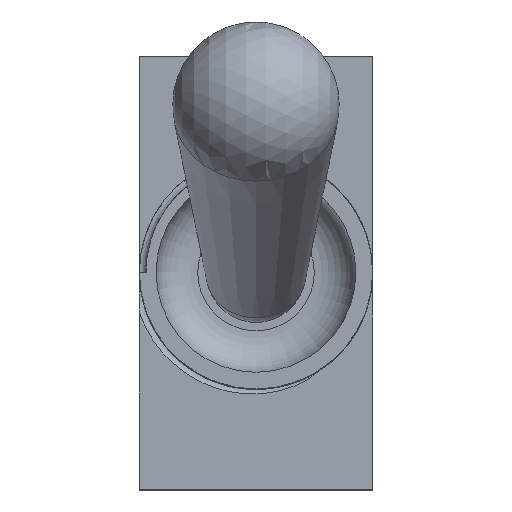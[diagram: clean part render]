
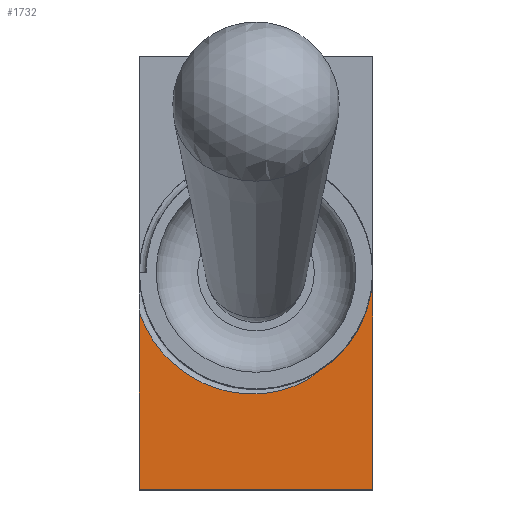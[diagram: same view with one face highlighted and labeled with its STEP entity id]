
A CAD part, top view. The second image highlights one B-rep face of the part: STEP entity #1732.
In plain terms, the highlighted planar face has unit normal (0, 0, 1).
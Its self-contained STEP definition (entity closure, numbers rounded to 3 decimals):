
#29=CIRCLE('',#1824,3.5);
#113=B_SPLINE_CURVE_WITH_KNOTS('',3,(#5436,#5437,#5438,#5439,#5440,#5441,
#5442,#5443,#5444,#5445,#5446,#5447,#5448,#5449,#5450,#5451,#5452,#5453,
#5454,#5455,#5456,#5457,#5458,#5459,#5460,#5461),.UNSPECIFIED.,.F.,.F.,
(4,2,2,2,2,2,2,2,2,2,2,2,4),(0.678,0.678,0.679,
0.68,0.682,0.689,0.711,0.788,
0.876,0.964,1.055,1.138,1.147),
 .UNSPECIFIED.);
#199=FACE_OUTER_BOUND('',#299,.T.);
#299=EDGE_LOOP('',(#1331,#1332,#1333,#1334,#1335));
#423=LINE('',#5466,#591);
#424=LINE('',#5468,#592);
#425=LINE('',#5469,#593);
#591=VECTOR('',#2126,10.);
#592=VECTOR('',#2127,10.);
#593=VECTOR('',#2128,10.);
#726=VERTEX_POINT('',#2503);
#727=VERTEX_POINT('',#2505);
#774=VERTEX_POINT('',#5411);
#775=VERTEX_POINT('',#5465);
#776=VERTEX_POINT('',#5467);
#909=EDGE_CURVE('',#726,#727,#29,.T.);
#977=EDGE_CURVE('',#727,#774,#113,.T.);
#979=EDGE_CURVE('',#774,#775,#423,.T.);
#980=EDGE_CURVE('',#775,#776,#424,.T.);
#981=EDGE_CURVE('',#776,#726,#425,.T.);
#1331=ORIENTED_EDGE('',*,*,#977,.T.);
#1332=ORIENTED_EDGE('',*,*,#979,.T.);
#1333=ORIENTED_EDGE('',*,*,#980,.T.);
#1334=ORIENTED_EDGE('',*,*,#981,.T.);
#1335=ORIENTED_EDGE('',*,*,#909,.T.);
#1653=PLANE('',#1862);
#1732=ADVANCED_FACE('',(#199),#1653,.T.);
#1824=AXIS2_PLACEMENT_3D('',#2512,#2027,#2028);
#1862=AXIS2_PLACEMENT_3D('',#5464,#2124,#2125);
#2027=DIRECTION('center_axis',(0.,0.,-1.));
#2028=DIRECTION('ref_axis',(-1.,0.,0.));
#2124=DIRECTION('center_axis',(0.,0.,1.));
#2125=DIRECTION('ref_axis',(1.,0.,0.));
#2126=DIRECTION('',(0.,-1.,0.));
#2127=DIRECTION('',(1.,0.,0.));
#2128=DIRECTION('',(0.,1.,0.));
#2503=CARTESIAN_POINT('',(7.,6.5,9.));
#2505=CARTESIAN_POINT('',(5.25,3.469,9.));
#2512=CARTESIAN_POINT('Origin',(3.5,6.5,9.));
#5411=CARTESIAN_POINT('',(0.,5.308,9.));
#5436=CARTESIAN_POINT('Ctrl Pts',(5.25,3.469,9.));
#5437=CARTESIAN_POINT('Ctrl Pts',(5.25,3.469,9.));
#5438=CARTESIAN_POINT('Ctrl Pts',(5.25,3.469,9.));
#5439=CARTESIAN_POINT('Ctrl Pts',(5.25,3.468,9.));
#5440=CARTESIAN_POINT('Ctrl Pts',(5.251,3.467,9.));
#5441=CARTESIAN_POINT('Ctrl Pts',(5.251,3.466,9.));
#5442=CARTESIAN_POINT('Ctrl Pts',(5.251,3.465,9.));
#5443=CARTESIAN_POINT('Ctrl Pts',(5.25,3.462,9.));
#5444=CARTESIAN_POINT('Ctrl Pts',(5.249,3.46,9.));
#5445=CARTESIAN_POINT('Ctrl Pts',(5.246,3.453,9.));
#5446=CARTESIAN_POINT('Ctrl Pts',(5.242,3.448,9.));
#5447=CARTESIAN_POINT('Ctrl Pts',(5.225,3.429,9.));
#5448=CARTESIAN_POINT('Ctrl Pts',(5.201,3.408,9.));
#5449=CARTESIAN_POINT('Ctrl Pts',(5.061,3.303,9.));
#5450=CARTESIAN_POINT('Ctrl Pts',(4.83,3.163,9.));
#5451=CARTESIAN_POINT('Ctrl Pts',(4.123,2.918,9.));
#5452=CARTESIAN_POINT('Ctrl Pts',(3.686,2.847,9.));
#5453=CARTESIAN_POINT('Ctrl Pts',(2.752,2.894,9.));
#5454=CARTESIAN_POINT('Ctrl Pts',(2.294,3.011,9.));
#5455=CARTESIAN_POINT('Ctrl Pts',(1.439,3.417,9.));
#5456=CARTESIAN_POINT('Ctrl Pts',(1.053,3.706,9.));
#5457=CARTESIAN_POINT('Ctrl Pts',(0.44,4.388,9.));
#5458=CARTESIAN_POINT('Ctrl Pts',(0.208,4.765,9.));
#5459=CARTESIAN_POINT('Ctrl Pts',(0.032,5.219,9.));
#5460=CARTESIAN_POINT('Ctrl Pts',(0.015,5.263,9.));
#5461=CARTESIAN_POINT('Ctrl Pts',(0.,5.308,
9.));
#5464=CARTESIAN_POINT('Origin',(3.5,6.5,9.));
#5465=CARTESIAN_POINT('',(0.,0.,9.));
#5466=CARTESIAN_POINT('',(0.,0.,9.));
#5467=CARTESIAN_POINT('',(7.,0.,9.));
#5468=CARTESIAN_POINT('',(7.,0.,9.));
#5469=CARTESIAN_POINT('',(7.,13.,9.));
